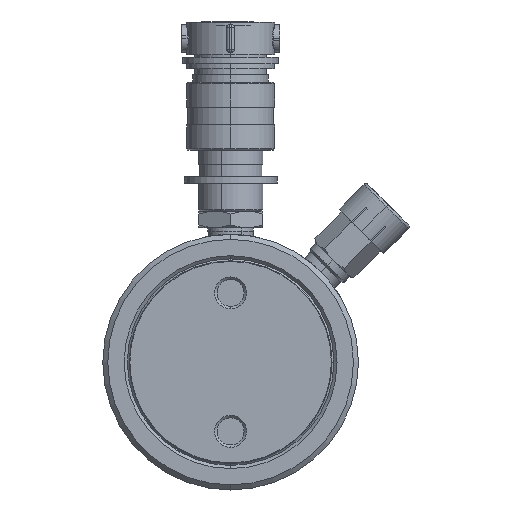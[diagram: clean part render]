
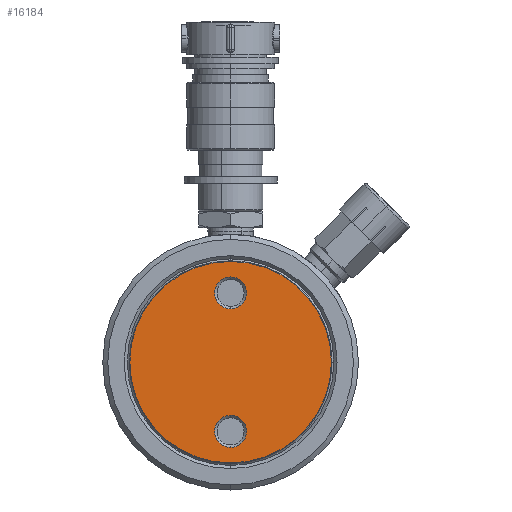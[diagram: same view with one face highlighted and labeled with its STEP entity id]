
A CAD part, front view. The second image highlights one B-rep face of the part: STEP entity #16184.
In plain terms, the highlighted planar face has unit normal (0, -1, 0).
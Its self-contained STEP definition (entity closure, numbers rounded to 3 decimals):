
#12 = ORIENTED_EDGE ( 'NONE', *, *, #15565, .F. ) ;
#615 = CIRCLE ( 'NONE', #53807, 40.05 ) ;
#771 = VERTEX_POINT ( 'NONE', #48059 ) ;
#8236 = CARTESIAN_POINT ( 'NONE',  ( 0., 0.52, 0. ) ) ;
#10166 = CARTESIAN_POINT ( 'NONE',  ( 0., 0.52, 0. ) ) ;
#10436 = EDGE_CURVE ( 'NONE', #45180, #60380, #63277, .T. ) ;
#12836 = CIRCLE ( 'NONE', #62364, 40.05 ) ;
#13148 = ORIENTED_EDGE ( 'NONE', *, *, #34658, .F. ) ;
#15565 = EDGE_CURVE ( 'NONE', #54536, #23712, #51293, .T. ) ;
#15771 = FACE_BOUND ( 'NONE', #18066, .T. ) ;
#16184 = ADVANCED_FACE ( 'NONE', ( #15771, #27506, #52758 ), #40297, .F. ) ;
#16721 = DIRECTION ( 'NONE',  ( 0., -1., 0. ) ) ;
#18066 = EDGE_LOOP ( 'NONE', ( #13148, #12 ) ) ;
#18166 = CARTESIAN_POINT ( 'NONE',  ( 0., 0.52, 27.5 ) ) ;
#18191 = CARTESIAN_POINT ( 'NONE',  ( 0., 0.52, -27.5 ) ) ;
#18363 = CIRCLE ( 'NONE', #62887, 6.35 ) ;
#19248 = CARTESIAN_POINT ( 'NONE',  ( 0., 0.52, -27.5 ) ) ;
#20462 = DIRECTION ( 'NONE',  ( 0., 1., 0. ) ) ;
#21261 = CIRCLE ( 'NONE', #54820, 6.35 ) ;
#22264 = CARTESIAN_POINT ( 'NONE',  ( 0., 0.52, 33.85 ) ) ;
#22925 = DIRECTION ( 'NONE',  ( 0., 0., 1. ) ) ;
#22940 = DIRECTION ( 'NONE',  ( 0., -1., 0. ) ) ;
#23712 = VERTEX_POINT ( 'NONE', #28302 ) ;
#24256 = DIRECTION ( 'NONE',  ( 0., -1., 0. ) ) ;
#25206 = EDGE_CURVE ( 'NONE', #771, #29955, #615, .T. ) ;
#26180 = ORIENTED_EDGE ( 'NONE', *, *, #10436, .F. ) ;
#26763 = EDGE_CURVE ( 'NONE', #29955, #771, #12836, .T. ) ;
#27170 = EDGE_LOOP ( 'NONE', ( #50678, #34342 ) ) ;
#27506 = FACE_BOUND ( 'NONE', #62205, .T. ) ;
#27680 = AXIS2_PLACEMENT_3D ( 'NONE', #18191, #22940, #43482 ) ;
#28302 = CARTESIAN_POINT ( 'NONE',  ( 0., 0.52, 21.15 ) ) ;
#28429 = DIRECTION ( 'NONE',  ( 0., -1., 0. ) ) ;
#29005 = DIRECTION ( 'NONE',  ( 0., -1., 0. ) ) ;
#29955 = VERTEX_POINT ( 'NONE', #37665 ) ;
#30375 = DIRECTION ( 'NONE',  ( 0., 0., 1. ) ) ;
#34138 = DIRECTION ( 'NONE',  ( 0., 0., 1. ) ) ;
#34342 = ORIENTED_EDGE ( 'NONE', *, *, #25206, .T. ) ;
#34466 = DIRECTION ( 'NONE',  ( 0., 0., -1. ) ) ;
#34658 = EDGE_CURVE ( 'NONE', #23712, #54536, #18363, .T. ) ;
#35304 = AXIS2_PLACEMENT_3D ( 'NONE', #18166, #28429, #63191 ) ;
#37665 = CARTESIAN_POINT ( 'NONE',  ( 0., 0.52, 40.05 ) ) ;
#40297 = PLANE ( 'NONE',  #60226 ) ;
#40957 = CARTESIAN_POINT ( 'NONE',  ( 0., 0.52, -21.15 ) ) ;
#41122 = CARTESIAN_POINT ( 'NONE',  ( 0., 0.52, 27.5 ) ) ;
#43482 = DIRECTION ( 'NONE',  ( 0., 0., -1. ) ) ;
#45180 = VERTEX_POINT ( 'NONE', #49049 ) ;
#48059 = CARTESIAN_POINT ( 'NONE',  ( 0., 0.52, -40.05 ) ) ;
#48442 = CARTESIAN_POINT ( 'NONE',  ( 0., 0.52, 0. ) ) ;
#49049 = CARTESIAN_POINT ( 'NONE',  ( 0., 0.52, -33.85 ) ) ;
#49805 = ORIENTED_EDGE ( 'NONE', *, *, #52003, .F. ) ;
#50678 = ORIENTED_EDGE ( 'NONE', *, *, #26763, .T. ) ;
#51293 = CIRCLE ( 'NONE', #35304, 6.35 ) ;
#52003 = EDGE_CURVE ( 'NONE', #60380, #45180, #21261, .T. ) ;
#52758 = FACE_OUTER_BOUND ( 'NONE', #27170, .T. ) ;
#53792 = DIRECTION ( 'NONE',  ( 0., -1., 0. ) ) ;
#53807 = AXIS2_PLACEMENT_3D ( 'NONE', #8236, #53792, #22925 ) ;
#54536 = VERTEX_POINT ( 'NONE', #22264 ) ;
#54820 = AXIS2_PLACEMENT_3D ( 'NONE', #19248, #24256, #34466 ) ;
#56985 = DIRECTION ( 'NONE',  ( 0., 0., -1. ) ) ;
#60226 = AXIS2_PLACEMENT_3D ( 'NONE', #10166, #20462, #30375 ) ;
#60380 = VERTEX_POINT ( 'NONE', #40957 ) ;
#62205 = EDGE_LOOP ( 'NONE', ( #26180, #49805 ) ) ;
#62364 = AXIS2_PLACEMENT_3D ( 'NONE', #48442, #29005, #34138 ) ;
#62887 = AXIS2_PLACEMENT_3D ( 'NONE', #41122, #16721, #56985 ) ;
#63191 = DIRECTION ( 'NONE',  ( 0., 0., -1. ) ) ;
#63277 = CIRCLE ( 'NONE', #27680, 6.35 ) ;
